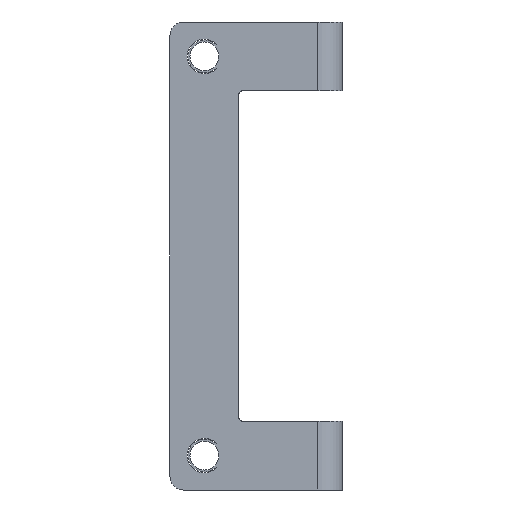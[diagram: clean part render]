
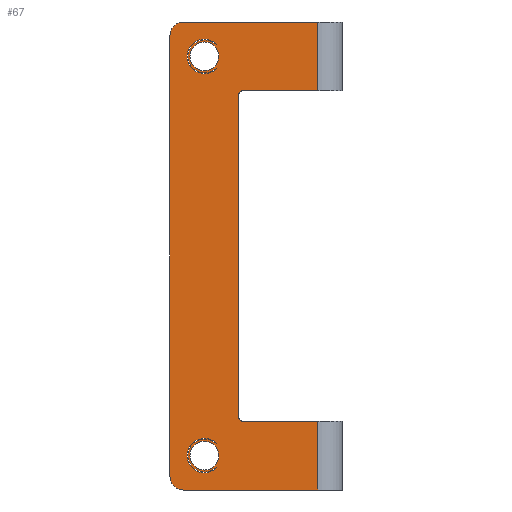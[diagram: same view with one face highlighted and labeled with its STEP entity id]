
A CAD part, left-side view. The second image highlights one B-rep face of the part: STEP entity #67.
In plain terms, the highlighted planar face has unit normal (-1, 0, 0).
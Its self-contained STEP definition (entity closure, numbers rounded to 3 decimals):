
#67=ADVANCED_FACE('NONE',(#159,#160,#161,#162,#163),#164,.T.);
#159=FACE_OUTER_BOUND('',#299,.T.);
#160=FACE_BOUND('',#300,.T.);
#161=FACE_BOUND('',#301,.T.);
#162=FACE_BOUND('',#302,.T.);
#163=FACE_BOUND('',#303,.T.);
#164=PLANE('',#304);
#299=EDGE_LOOP('',(#584,#585,#586,#587,#588,#589,#590,#591,#592,#593,#594,#595));
#300=EDGE_LOOP('',(#596,#597,#598,#599,#600,#601,#602,#603));
#301=EDGE_LOOP('',(#604,#605,#606,#607,#608,#609,#610,#611));
#302=EDGE_LOOP('',(#612,#613));
#303=EDGE_LOOP('',(#614,#615));
#304=AXIS2_PLACEMENT_3D('',#616,#617,#618);
#584=ORIENTED_EDGE('',*,*,#1042,.T.);
#585=ORIENTED_EDGE('',*,*,#1044,.T.);
#586=ORIENTED_EDGE('',*,*,#1045,.F.);
#587=ORIENTED_EDGE('',*,*,#1046,.T.);
#588=ORIENTED_EDGE('',*,*,#1047,.F.);
#589=ORIENTED_EDGE('',*,*,#1048,.T.);
#590=ORIENTED_EDGE('',*,*,#1049,.F.);
#591=ORIENTED_EDGE('',*,*,#1050,.T.);
#592=ORIENTED_EDGE('',*,*,#1051,.F.);
#593=ORIENTED_EDGE('',*,*,#1052,.T.);
#594=ORIENTED_EDGE('',*,*,#1053,.T.);
#595=ORIENTED_EDGE('',*,*,#1054,.T.);
#596=ORIENTED_EDGE('',*,*,#1055,.T.);
#597=ORIENTED_EDGE('',*,*,#958,.T.);
#598=ORIENTED_EDGE('',*,*,#962,.T.);
#599=ORIENTED_EDGE('',*,*,#1056,.F.);
#600=ORIENTED_EDGE('',*,*,#1057,.F.);
#601=ORIENTED_EDGE('',*,*,#955,.F.);
#602=ORIENTED_EDGE('',*,*,#951,.F.);
#603=ORIENTED_EDGE('',*,*,#1058,.F.);
#604=ORIENTED_EDGE('',*,*,#1059,.T.);
#605=ORIENTED_EDGE('',*,*,#976,.T.);
#606=ORIENTED_EDGE('',*,*,#972,.T.);
#607=ORIENTED_EDGE('',*,*,#1060,.F.);
#608=ORIENTED_EDGE('',*,*,#1061,.F.);
#609=ORIENTED_EDGE('',*,*,#965,.F.);
#610=ORIENTED_EDGE('',*,*,#969,.F.);
#611=ORIENTED_EDGE('',*,*,#1062,.F.);
#612=ORIENTED_EDGE('',*,*,#1063,.T.);
#613=ORIENTED_EDGE('',*,*,#979,.T.);
#614=ORIENTED_EDGE('',*,*,#1064,.T.);
#615=ORIENTED_EDGE('',*,*,#983,.T.);
#616=CARTESIAN_POINT('',(0.0,0.0,34.0));
#617=DIRECTION('',(-1.0,0.0,0.0));
#618=DIRECTION('',(0.0,0.0,1.0));
#951=EDGE_CURVE('NONE',#1147,#1148,#1149,.T.);
#955=EDGE_CURVE('NONE',#1148,#1155,#1156,.T.);
#958=EDGE_CURVE('NONE',#1160,#1161,#1162,.T.);
#962=EDGE_CURVE('NONE',#1161,#1168,#1169,.T.);
#965=EDGE_CURVE('NONE',#1173,#1174,#1175,.T.);
#969=EDGE_CURVE('NONE',#1181,#1173,#1182,.T.);
#972=EDGE_CURVE('NONE',#1186,#1187,#1188,.T.);
#976=EDGE_CURVE('NONE',#1194,#1186,#1195,.T.);
#979=EDGE_CURVE('NONE',#1199,#1200,#1201,.T.);
#983=EDGE_CURVE('NONE',#1207,#1208,#1209,.T.);
#1042=EDGE_CURVE('NONE',#1311,#1309,#1312,.T.);
#1044=EDGE_CURVE('NONE',#1309,#1314,#1315,.T.);
#1045=EDGE_CURVE('NONE',#1316,#1314,#1317,.T.);
#1046=EDGE_CURVE('NONE',#1316,#1318,#1319,.T.);
#1047=EDGE_CURVE('NONE',#1320,#1318,#1321,.T.);
#1048=EDGE_CURVE('NONE',#1320,#1322,#1323,.T.);
#1049=EDGE_CURVE('NONE',#1324,#1322,#1325,.T.);
#1050=EDGE_CURVE('NONE',#1324,#1326,#1327,.T.);
#1051=EDGE_CURVE('NONE',#1328,#1326,#1329,.T.);
#1052=EDGE_CURVE('NONE',#1328,#1330,#1331,.T.);
#1053=EDGE_CURVE('NONE',#1330,#1332,#1333,.T.);
#1054=EDGE_CURVE('NONE',#1332,#1311,#1334,.T.);
#1055=EDGE_CURVE('NONE',#1335,#1160,#1336,.T.);
#1056=EDGE_CURVE('NONE',#1337,#1168,#1338,.T.);
#1057=EDGE_CURVE('NONE',#1155,#1337,#1339,.T.);
#1058=EDGE_CURVE('NONE',#1335,#1147,#1340,.T.);
#1059=EDGE_CURVE('NONE',#1341,#1194,#1342,.T.);
#1060=EDGE_CURVE('NONE',#1343,#1187,#1344,.T.);
#1061=EDGE_CURVE('NONE',#1174,#1343,#1345,.T.);
#1062=EDGE_CURVE('NONE',#1341,#1181,#1346,.T.);
#1063=EDGE_CURVE('NONE',#1200,#1199,#1347,.T.);
#1064=EDGE_CURVE('NONE',#1208,#1207,#1348,.T.);
#1147=VERTEX_POINT('NONE',#1455);
#1148=VERTEX_POINT('NONE',#1456);
#1149=CIRCLE('',#1457,2.5);
#1155=VERTEX_POINT('NONE',#1465);
#1156=CIRCLE('',#1466,2.5);
#1160=VERTEX_POINT('NONE',#1471);
#1161=VERTEX_POINT('NONE',#1472);
#1162=CIRCLE('',#1473,2.4);
#1168=VERTEX_POINT('NONE',#1481);
#1169=CIRCLE('',#1482,2.4);
#1173=VERTEX_POINT('NONE',#1487);
#1174=VERTEX_POINT('NONE',#1488);
#1175=CIRCLE('',#1489,2.4);
#1181=VERTEX_POINT('NONE',#1497);
#1182=CIRCLE('',#1498,2.4);
#1186=VERTEX_POINT('NONE',#1503);
#1187=VERTEX_POINT('NONE',#1504);
#1188=CIRCLE('',#1505,2.5);
#1194=VERTEX_POINT('NONE',#1513);
#1195=CIRCLE('',#1514,2.5);
#1199=VERTEX_POINT('NONE',#1519);
#1200=VERTEX_POINT('NONE',#1520);
#1201=CIRCLE('',#1521,2.1);
#1207=VERTEX_POINT('NONE',#1529);
#1208=VERTEX_POINT('NONE',#1530);
#1209=CIRCLE('',#1531,2.1);
#1309=VERTEX_POINT('NONE',#1663);
#1311=VERTEX_POINT('NONE',#1666);
#1312=LINE('',#1667,#1668);
#1314=VERTEX_POINT('NONE',#1671);
#1315=CIRCLE('',#1672,2.0);
#1316=VERTEX_POINT('NONE',#1673);
#1317=LINE('',#1674,#1675);
#1318=VERTEX_POINT('NONE',#1676);
#1319=LINE('',#1677,#1678);
#1320=VERTEX_POINT('NONE',#1679);
#1321=LINE('',#1680,#1681);
#1322=VERTEX_POINT('NONE',#1682);
#1323=CIRCLE('',#1683,0.5);
#1324=VERTEX_POINT('NONE',#1684);
#1325=LINE('',#1685,#1686);
#1326=VERTEX_POINT('NONE',#1687);
#1327=CIRCLE('',#1688,0.5);
#1328=VERTEX_POINT('NONE',#1689);
#1329=LINE('',#1690,#1691);
#1330=VERTEX_POINT('NONE',#1692);
#1331=LINE('',#1693,#1694);
#1332=VERTEX_POINT('NONE',#1695);
#1333=LINE('',#1696,#1697);
#1334=CIRCLE('',#1698,2.0);
#1335=VERTEX_POINT('NONE',#1699);
#1336=CIRCLE('',#1700,2.4);
#1337=VERTEX_POINT('NONE',#1701);
#1338=LINE('',#1702,#1703);
#1339=CIRCLE('',#1704,2.5);
#1340=LINE('',#1705,#1706);
#1341=VERTEX_POINT('NONE',#1707);
#1342=CIRCLE('',#1708,2.5);
#1343=VERTEX_POINT('NONE',#1709);
#1344=LINE('',#1710,#1711);
#1345=CIRCLE('',#1712,2.4);
#1346=LINE('',#1713,#1714);
#1347=CIRCLE('',#1715,2.1);
#1348=CIRCLE('',#1716,2.1);
#1455=CARTESIAN_POINT('',(0.0,18.232,-27.232));
#1456=CARTESIAN_POINT('',(0.0,20.0,-26.5));
#1457=AXIS2_PLACEMENT_3D('',#1847,#1848,#1849);
#1465=CARTESIAN_POINT('',(0.0,20.0,-31.5));
#1466=AXIS2_PLACEMENT_3D('',#1855,#1856,#1857);
#1471=CARTESIAN_POINT('',(0.0,20.0,-26.6));
#1472=CARTESIAN_POINT('',(0.0,20.0,-31.4));
#1473=AXIS2_PLACEMENT_3D('',#1862,#1863,#1864);
#1481=CARTESIAN_POINT('',(0.0,18.303,-30.697));
#1482=AXIS2_PLACEMENT_3D('',#1870,#1871,#1872);
#1487=CARTESIAN_POINT('',(0.0,20.0,26.6));
#1488=CARTESIAN_POINT('',(0.0,20.0,31.4));
#1489=AXIS2_PLACEMENT_3D('',#1877,#1878,#1879);
#1497=CARTESIAN_POINT('',(0.0,18.303,27.303));
#1498=AXIS2_PLACEMENT_3D('',#1885,#1886,#1887);
#1503=CARTESIAN_POINT('',(0.0,20.0,31.5));
#1504=CARTESIAN_POINT('',(0.0,18.232,30.768));
#1505=AXIS2_PLACEMENT_3D('',#1892,#1893,#1894);
#1513=CARTESIAN_POINT('',(0.0,20.0,26.5));
#1514=AXIS2_PLACEMENT_3D('',#1900,#1901,#1902);
#1519=CARTESIAN_POINT('',(0.0,20.0,-26.9));
#1520=CARTESIAN_POINT('',(0.0,20.0,-31.1));
#1521=AXIS2_PLACEMENT_3D('',#1907,#1908,#1909);
#1529=CARTESIAN_POINT('',(0.0,20.0,31.1));
#1530=CARTESIAN_POINT('',(0.0,20.0,26.9));
#1531=AXIS2_PLACEMENT_3D('',#1915,#1916,#1917);
#1663=CARTESIAN_POINT('',(0.0,25.0,-32.0));
#1666=CARTESIAN_POINT('',(0.0,25.0,32.0));
#1667=CARTESIAN_POINT('',(0.0,25.0,34.0));
#1668=VECTOR('',#2026,1000.0);
#1671=CARTESIAN_POINT('',(0.0,23.0,-34.0));
#1672=AXIS2_PLACEMENT_3D('',#2028,#2029,#2030);
#1673=CARTESIAN_POINT('',(0.0,3.5,-34.0));
#1674=CARTESIAN_POINT('',(0.0,0.0,-34.0));
#1675=VECTOR('',#2031,1000.0);
#1676=CARTESIAN_POINT('',(0.0,3.5,-24.0));
#1677=CARTESIAN_POINT('',(0.0,3.5,34.0));
#1678=VECTOR('',#2032,1000.0);
#1679=CARTESIAN_POINT('',(0.0,14.5,-24.0));
#1680=CARTESIAN_POINT('',(0.0,0.0,-24.0));
#1681=VECTOR('',#2033,1000.0);
#1682=CARTESIAN_POINT('',(0.0,15.0,-23.5));
#1683=AXIS2_PLACEMENT_3D('',#2034,#2035,#2036);
#1684=CARTESIAN_POINT('',(0.0,15.0,23.5));
#1685=CARTESIAN_POINT('',(0.0,15.0,-24.0));
#1686=VECTOR('',#2037,1000.0);
#1687=CARTESIAN_POINT('',(0.0,14.5,24.0));
#1688=AXIS2_PLACEMENT_3D('',#2038,#2039,#2040);
#1689=CARTESIAN_POINT('',(0.0,3.5,24.0));
#1690=CARTESIAN_POINT('',(0.0,0.0,24.0));
#1691=VECTOR('',#2041,1000.0);
#1692=CARTESIAN_POINT('',(0.0,3.5,34.0));
#1693=CARTESIAN_POINT('',(0.0,3.5,34.0));
#1694=VECTOR('',#2042,1000.0);
#1695=CARTESIAN_POINT('',(0.0,23.0,34.0));
#1696=CARTESIAN_POINT('',(0.0,0.0,34.0));
#1697=VECTOR('',#2043,1000.0);
#1698=AXIS2_PLACEMENT_3D('',#2044,#2045,#2046);
#1699=CARTESIAN_POINT('',(0.0,18.303,-27.303));
#1700=AXIS2_PLACEMENT_3D('',#2047,#2048,#2049);
#1701=CARTESIAN_POINT('',(0.0,18.232,-30.768));
#1702=CARTESIAN_POINT('',(0.0,18.232,-30.768));
#1703=VECTOR('',#2050,1000.0);
#1704=AXIS2_PLACEMENT_3D('',#2051,#2052,#2053);
#1705=CARTESIAN_POINT('',(0.0,18.303,-27.303));
#1706=VECTOR('',#2054,1000.0);
#1707=CARTESIAN_POINT('',(0.0,18.232,27.232));
#1708=AXIS2_PLACEMENT_3D('',#2055,#2056,#2057);
#1709=CARTESIAN_POINT('',(0.0,18.303,30.697));
#1710=CARTESIAN_POINT('',(0.0,18.303,30.697));
#1711=VECTOR('',#2058,1000.0);
#1712=AXIS2_PLACEMENT_3D('',#2059,#2060,#2061);
#1713=CARTESIAN_POINT('',(0.0,18.232,27.232));
#1714=VECTOR('',#2062,1000.0);
#1715=AXIS2_PLACEMENT_3D('',#2063,#2064,#2065);
#1716=AXIS2_PLACEMENT_3D('',#2066,#2067,#2068);
#1847=CARTESIAN_POINT('',(0.0,20.0,-29.0));
#1848=DIRECTION('',(-1.0,0.0,0.0));
#1849=DIRECTION('',(0.0,0.0,1.0));
#1855=CARTESIAN_POINT('',(0.0,20.0,-29.0));
#1856=DIRECTION('',(-1.0,0.0,0.0));
#1857=DIRECTION('',(0.0,0.0,1.0));
#1862=CARTESIAN_POINT('',(0.0,20.0,-29.0));
#1863=DIRECTION('',(-1.0,0.0,0.0));
#1864=DIRECTION('',(0.0,0.0,1.0));
#1870=CARTESIAN_POINT('',(0.0,20.0,-29.0));
#1871=DIRECTION('',(-1.0,0.0,0.0));
#1872=DIRECTION('',(0.0,0.0,1.0));
#1877=CARTESIAN_POINT('',(0.0,20.0,29.0));
#1878=DIRECTION('',(1.0,0.0,-0.0));
#1879=DIRECTION('',(0.0,0.0,1.0));
#1885=CARTESIAN_POINT('',(0.0,20.0,29.0));
#1886=DIRECTION('',(1.0,0.0,-0.0));
#1887=DIRECTION('',(0.0,0.0,1.0));
#1892=CARTESIAN_POINT('',(0.0,20.0,29.0));
#1893=DIRECTION('',(1.0,0.0,-0.0));
#1894=DIRECTION('',(0.0,0.0,1.0));
#1900=CARTESIAN_POINT('',(0.0,20.0,29.0));
#1901=DIRECTION('',(1.0,0.0,-0.0));
#1902=DIRECTION('',(0.0,0.0,1.0));
#1907=CARTESIAN_POINT('',(0.0,20.0,-29.0));
#1908=DIRECTION('',(1.0,0.0,-0.0));
#1909=DIRECTION('',(0.0,0.0,1.0));
#1915=CARTESIAN_POINT('',(0.0,20.0,29.0));
#1916=DIRECTION('',(1.0,0.0,-0.0));
#1917=DIRECTION('',(0.0,0.0,1.0));
#2026=DIRECTION('',(-0.0,-0.0,-1.0));
#2028=CARTESIAN_POINT('',(0.0,23.0,-32.0));
#2029=DIRECTION('',(-1.0,0.0,0.0));
#2030=DIRECTION('',(0.0,0.0,1.0));
#2031=DIRECTION('',(0.0,1.0,0.0));
#2032=DIRECTION('',(-0.0,-0.0,1.0));
#2033=DIRECTION('',(-0.0,-1.0,0.));
#2034=CARTESIAN_POINT('',(0.0,14.5,-23.5));
#2035=DIRECTION('',(1.0,0.0,-0.0));
#2036=DIRECTION('',(0.0,0.0,1.0));
#2037=DIRECTION('',(-0.0,-0.0,-1.0));
#2038=CARTESIAN_POINT('',(0.0,14.5,23.5));
#2039=DIRECTION('',(1.0,0.0,-0.0));
#2040=DIRECTION('',(0.0,0.0,1.0));
#2041=DIRECTION('',(0.0,1.0,0.0));
#2042=DIRECTION('',(-0.0,-0.0,1.0));
#2043=DIRECTION('',(0.0,1.0,0.0));
#2044=CARTESIAN_POINT('',(0.0,23.0,32.0));
#2045=DIRECTION('',(-1.0,0.0,0.0));
#2046=DIRECTION('',(0.0,0.0,1.0));
#2047=CARTESIAN_POINT('',(0.0,20.0,-29.0));
#2048=DIRECTION('',(-1.0,0.0,0.0));
#2049=DIRECTION('',(0.0,0.0,1.0));
#2050=DIRECTION('',(0.0,0.707,0.707));
#2051=CARTESIAN_POINT('',(0.0,20.0,-29.0));
#2052=DIRECTION('',(-1.0,0.0,0.0));
#2053=DIRECTION('',(0.0,0.0,1.0));
#2054=DIRECTION('',(0.0,-0.707,0.707));
#2055=CARTESIAN_POINT('',(0.0,20.0,29.0));
#2056=DIRECTION('',(1.0,0.0,-0.0));
#2057=DIRECTION('',(0.0,0.0,1.0));
#2058=DIRECTION('',(0.0,-0.707,0.707));
#2059=CARTESIAN_POINT('',(0.0,20.0,29.0));
#2060=DIRECTION('',(1.0,0.0,-0.0));
#2061=DIRECTION('',(0.0,0.0,1.0));
#2062=DIRECTION('',(0.0,0.707,0.707));
#2063=CARTESIAN_POINT('',(0.0,20.0,-29.0));
#2064=DIRECTION('',(1.0,0.0,-0.0));
#2065=DIRECTION('',(0.0,0.0,1.0));
#2066=CARTESIAN_POINT('',(0.0,20.0,29.0));
#2067=DIRECTION('',(1.0,0.0,-0.0));
#2068=DIRECTION('',(0.0,0.0,1.0));
